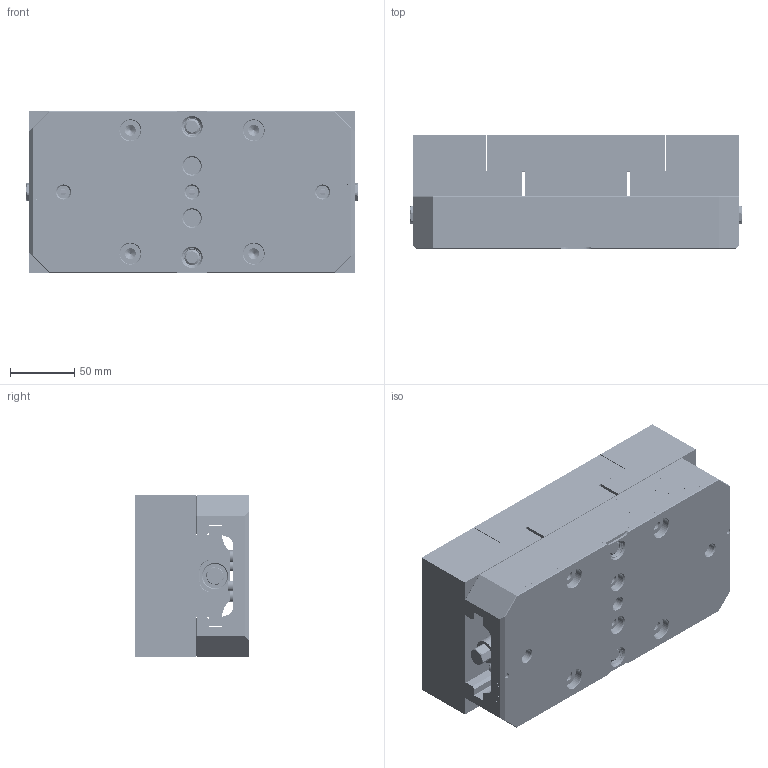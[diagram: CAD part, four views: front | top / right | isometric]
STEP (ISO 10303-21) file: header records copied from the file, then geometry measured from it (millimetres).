
FILE_DESCRIPTION (( 'STEP AP214' ), '1' );
FILE_NAME ('DV510-J2 & DV510-J3.STEP', '2019-05-06T20:55:44', ( '' ), ( '' ), 'SwSTEP 2.0', 'SolidWorks 2018', '' );
FILE_SCHEMA (( 'AUTOMOTIVE_DESIGN' ));
Length unit declared in the file: inch
Products named in the file (20): DV5-Spring_DEFAULT; Extended Set Screw_92775A312; DV5 Friction Pin; DV510-MJM; 76300_DEFAULT; M8X12_DEFAULT; V562M-2RDV_V562M-2RDV; LP8_LP8; .0875X.75_8491A501; M6X1.0; DV510-1_V510-1; 76384_91290A233; DV510-J2 & DV510-J3; EZ LOK M12-1.75; DV510-MJF; HW.JAW.PLUG; HW.BASE.PLUG_90278A411; DV510-4; V562M-2L_V562M-2L
Assembly tree (35 placements, depth 3):
  DV510-J2 & DV510-J3
    DV510-1_V510-1
    M6X1.0  x3
    .0875X.75_8491A501  x2
    LP8_LP8  x2
    V562M-2RDV_V562M-2RDV
    M8X12_DEFAULT  x4
    76300_DEFAULT  x4
    DV510-MJM  x2
    DV5 Friction Pin  x2
      DV5 Friction Pin
      Extended Set Screw_92775A312
      DV5-Spring_DEFAULT
    V562M-2L_V562M-2L
    DV510-4
    HW.BASE.PLUG_90278A411  x2
    HW.JAW.PLUG  x2
    DV510-MJF
    EZ LOK M12-1.75  x2
    76384_91290A233  x2
Bounding box: 258.32 x 89.03 x 125.73 mm (x, y, z)
Volume: 2424874.2 mm3; surface area: 346646.8 mm2
Topology: 36 solids, 36 shells, 3881 faces, 10269 edges, 6722 vertices
Faces by surface type: plane 1845, cylinder 1007, bspline 690, cone 303, torus 20, sphere 16
Entity records: 180619 total; most frequent: CARTESIAN_POINT 83784, ORIENTED_EDGE 16026, DIRECTION 11598, EDGE_CURVE 8013, LINE 5378, VECTOR 5378, VERTEX_POINT 5281, EDGE_LOOP 3360
